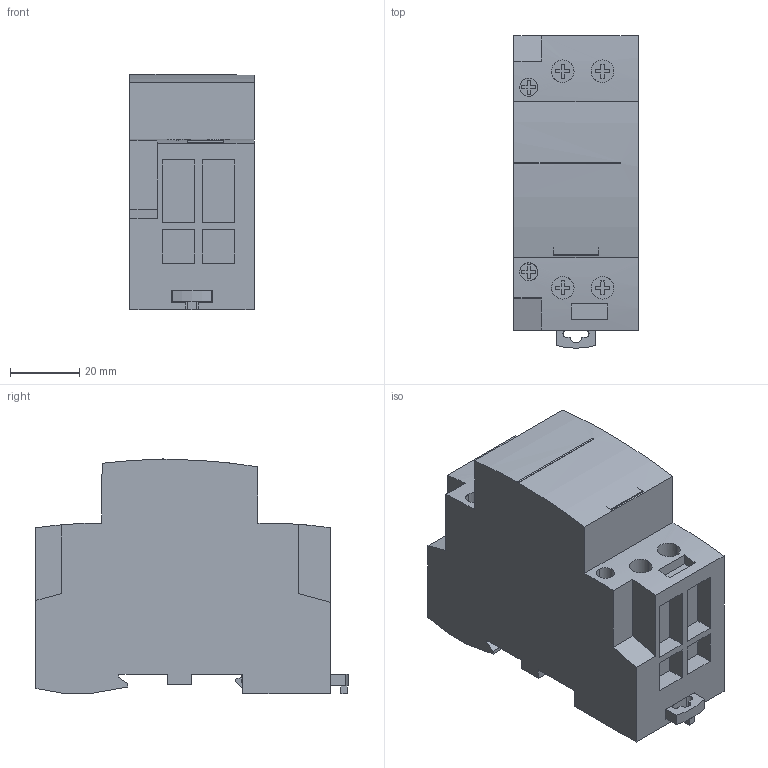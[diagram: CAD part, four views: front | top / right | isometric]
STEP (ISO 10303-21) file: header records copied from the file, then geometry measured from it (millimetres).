
FILE_DESCRIPTION((''),'2;1');
FILE_NAME('ASM0001_ASM','2012-04-02T',('SESA181470'),('Schneider-Electric'),'PRO/ENGINEER BY PARAMETRIC TECHNOLOGY CORPORATION, 2009400','PRO/ENGINEER BY PARAMETRIC TECHNOLOGY CORPORATION, 2009400','');
FILE_SCHEMA(('CONFIG_CONTROL_DESIGN'));
Length unit declared in the file: millimetre
Products named in the file (3): COQUE_2_38_1_1; CLIP_2_1_1; ASM0001_ASM
Assembly tree (2 placements, depth 2):
  ASM0001_ASM
    COQUE_2_38_1_1
    CLIP_2_1_1
Bounding box: 35.8 x 89.9 x 67.74 mm (x, y, z)
Volume: 160429.3 mm3; surface area: 25490.4 mm2
Topology: 2 solids, 2 shells, 263 faces, 730 edges, 492 vertices
Faces by surface type: plane 235, cylinder 28
Entity records: 8554 total; most frequent: CARTESIAN_POINT 1658, ORIENTED_EDGE 1460, DIRECTION 1322, EDGE_CURVE 730, VECTOR 646, LINE 646, VERTEX_POINT 492, AXIS2_PLACEMENT_3D 338
